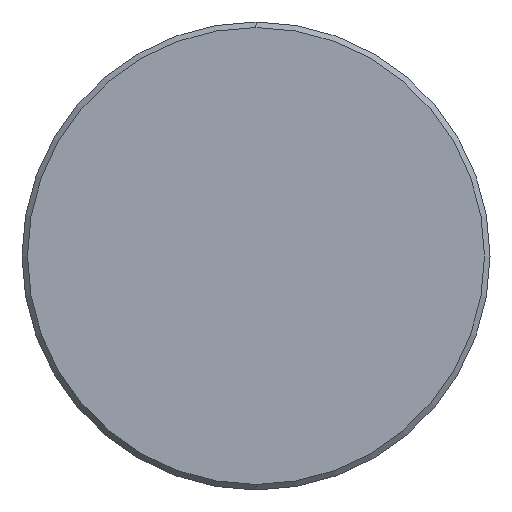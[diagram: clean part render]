
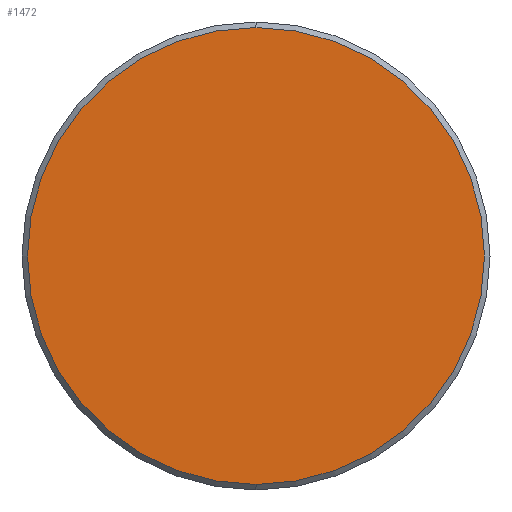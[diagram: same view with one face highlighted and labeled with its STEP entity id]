
A CAD part, left-side view. The second image highlights one B-rep face of the part: STEP entity #1472.
In plain terms, the highlighted planar face has unit normal (-1, 0, 0).
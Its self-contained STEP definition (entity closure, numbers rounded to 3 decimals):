
#18 = AXIS2_PLACEMENT_3D ( 'NONE', #837, #342, #223 ) ;
#180 = DIRECTION ( 'NONE',  ( 0., 0., -1. ) ) ;
#223 = DIRECTION ( 'NONE',  ( 0., 0., -1. ) ) ;
#342 = DIRECTION ( 'NONE',  ( 1., 0., 0. ) ) ;
#591 = VERTEX_POINT ( 'NONE', #1201 ) ;
#623 = AXIS2_PLACEMENT_3D ( 'NONE', #640, #890, #669 ) ;
#640 = CARTESIAN_POINT ( 'NONE',  ( 0., 0., 0. ) ) ;
#651 = EDGE_LOOP ( 'NONE', ( #1382, #1240 ) ) ;
#669 = DIRECTION ( 'NONE',  ( 0., 0., -1. ) ) ;
#837 = CARTESIAN_POINT ( 'NONE',  ( 0., 0., 0. ) ) ;
#890 = DIRECTION ( 'NONE',  ( -1., 0., 0. ) ) ;
#914 = CIRCLE ( 'NONE', #1448, 20.7 ) ;
#1112 = CIRCLE ( 'NONE', #623, 20.7 ) ;
#1201 = CARTESIAN_POINT ( 'NONE',  ( 0., 0., 20.7 ) ) ;
#1229 = EDGE_CURVE ( 'NONE', #1413, #591, #1112, .T. ) ;
#1240 = ORIENTED_EDGE ( 'NONE', *, *, #1380, .T. ) ;
#1366 = FACE_OUTER_BOUND ( 'NONE', #651, .T. ) ;
#1380 = EDGE_CURVE ( 'NONE', #591, #1413, #914, .T. ) ;
#1382 = ORIENTED_EDGE ( 'NONE', *, *, #1229, .T. ) ;
#1413 = VERTEX_POINT ( 'NONE', #1463 ) ;
#1448 = AXIS2_PLACEMENT_3D ( 'NONE', #1580, #1599, #180 ) ;
#1463 = CARTESIAN_POINT ( 'NONE',  ( 0., 0., -20.7 ) ) ;
#1472 = ADVANCED_FACE ( 'NONE', ( #1366 ), #1487, .F. ) ;
#1487 = PLANE ( 'NONE',  #18 ) ;
#1580 = CARTESIAN_POINT ( 'NONE',  ( 0., 0., 0. ) ) ;
#1599 = DIRECTION ( 'NONE',  ( -1., 0., 0. ) ) ;
